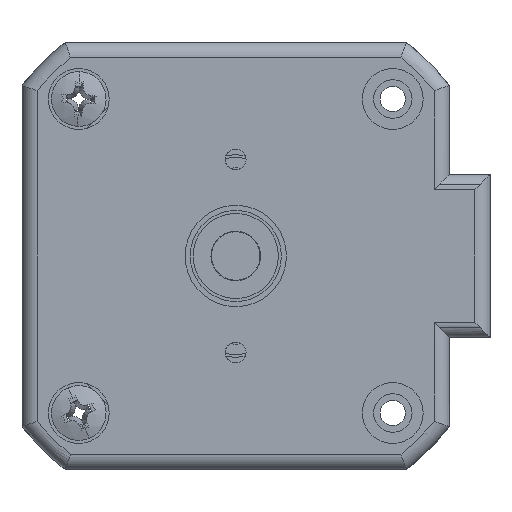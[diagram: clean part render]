
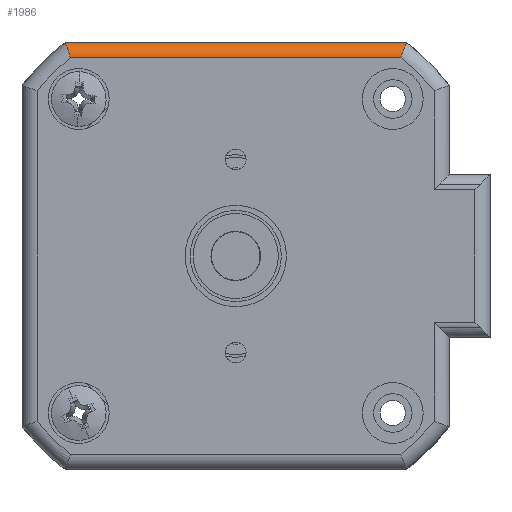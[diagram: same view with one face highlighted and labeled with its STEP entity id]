
A CAD part, front view. The second image highlights one B-rep face of the part: STEP entity #1986.
In plain terms, the highlighted cylindrical face has radius 1.5 mm (diameter 3 mm), a partial arc.
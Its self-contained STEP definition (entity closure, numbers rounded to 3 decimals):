
#350 = CARTESIAN_POINT ( 'NONE',  ( -34.399, -42.706, 54.369 ) ) ;
#448 = CARTESIAN_POINT ( 'NONE',  ( -1.2, -43.708, 53.14 ) ) ;
#997 = CARTESIAN_POINT ( 'NONE',  ( -34.424, -42.411, 54.44 ) ) ;
#1106 = CARTESIAN_POINT ( 'NONE',  ( -1.004, -43.528, 53.688 ) ) ;
#1120 = VECTOR ( 'NONE', #4205, 1000. ) ;
#1182 = ORIENTED_EDGE ( 'NONE', *, *, #5355, .F. ) ;
#1296 = ORIENTED_EDGE ( 'NONE', *, *, #3890, .T. ) ;
#1327 = LINE ( 'NONE', #8199, #1120 ) ;
#1591 = CARTESIAN_POINT ( 'NONE',  ( -34.427, -42.208, 52.95 ) ) ;
#1597 = VERTEX_POINT ( 'NONE', #6753 ) ;
#1782 = CARTESIAN_POINT ( 'NONE',  ( -0.846, -43.149, 54.135 ) ) ;
#1833 = EDGE_LOOP ( 'NONE', ( #1296, #6101, #1182, #6617 ) ) ;
#1945 = CARTESIAN_POINT ( 'NONE',  ( -34.427, -42.208, 54.45 ) ) ;
#1986 = ADVANCED_FACE ( 'NONE', ( #7420 ), #3876, .T. ) ;
#2440 = CARTESIAN_POINT ( 'NONE',  ( -34.427, -42.311, 54.45 ) ) ;
#2463 = CARTESIAN_POINT ( 'NONE',  ( -0.764, -42.706, 54.369 ) ) ;
#2471 = AXIS2_PLACEMENT_3D ( 'NONE', #1591, #3631, #7632 ) ;
#2699 = VERTEX_POINT ( 'NONE', #5133 ) ;
#2823 = B_SPLINE_CURVE_WITH_KNOTS ( 'NONE', 3,
 ( #4287, #7635, #2982, #7664, #3668, #8319, #4315, #350, #4998, #997, #2440, #1945 ),
 .UNSPECIFIED., .F., .F.,
 ( 4, 2, 2, 2, 2, 4 ),
 ( 0., 0.001, 0.001, 0.002, 0.002, 0.002 ),
 .UNSPECIFIED. ) ;
#2982 = CARTESIAN_POINT ( 'NONE',  ( -34.032, -43.671, 53.333 ) ) ;
#3099 = LINE ( 'NONE', #7513, #7074 ) ;
#3117 = CARTESIAN_POINT ( 'NONE',  ( -0.739, -42.411, 54.44 ) ) ;
#3516 = DIRECTION ( 'NONE',  ( -1., 0., 0. ) ) ;
#3631 = DIRECTION ( 'NONE',  ( 1., 0., 0. ) ) ;
#3668 = CARTESIAN_POINT ( 'NONE',  ( -34.218, -43.421, 53.855 ) ) ;
#3807 = CARTESIAN_POINT ( 'NONE',  ( -0.735, -42.208, 54.45 ) ) ;
#3876 = CYLINDRICAL_SURFACE ( 'NONE', #2471, 1.5 ) ;
#3890 = EDGE_CURVE ( 'NONE', #1597, #4212, #5021, .T. ) ;
#4205 = DIRECTION ( 'NONE',  ( 1., 0., 0. ) ) ;
#4212 = VERTEX_POINT ( 'NONE', #5747 ) ;
#4287 = CARTESIAN_POINT ( 'NONE',  ( -33.894, -43.708, 52.95 ) ) ;
#4315 = CARTESIAN_POINT ( 'NONE',  ( -34.358, -42.982, 54.251 ) ) ;
#4936 = VERTEX_POINT ( 'NONE', #7753 ) ;
#4998 = CARTESIAN_POINT ( 'NONE',  ( -34.41, -42.608, 54.399 ) ) ;
#5021 = B_SPLINE_CURVE_WITH_KNOTS ( 'NONE', 3,
 ( #8424, #448, #5106, #1106, #5800, #1782, #6435, #2463, #7122, #3117, #7802, #3807 ),
 .UNSPECIFIED., .F., .F.,
 ( 4, 2, 2, 2, 2, 4 ),
 ( 0., 0.001, 0.001, 0.002, 0.002, 0.002 ),
 .UNSPECIFIED. ) ;
#5106 = CARTESIAN_POINT ( 'NONE',  ( -1.131, -43.671, 53.333 ) ) ;
#5133 = CARTESIAN_POINT ( 'NONE',  ( -34.427, -42.208, 54.45 ) ) ;
#5355 = EDGE_CURVE ( 'NONE', #4936, #2699, #2823, .T. ) ;
#5524 = EDGE_CURVE ( 'NONE', #1597, #4936, #3099, .T. ) ;
#5563 = EDGE_CURVE ( 'NONE', #2699, #4212, #1327, .T. ) ;
#5747 = CARTESIAN_POINT ( 'NONE',  ( -0.735, -42.208, 54.45 ) ) ;
#5800 = CARTESIAN_POINT ( 'NONE',  ( -0.945, -43.421, 53.855 ) ) ;
#6101 = ORIENTED_EDGE ( 'NONE', *, *, #5563, .F. ) ;
#6435 = CARTESIAN_POINT ( 'NONE',  ( -0.805, -42.982, 54.251 ) ) ;
#6617 = ORIENTED_EDGE ( 'NONE', *, *, #5524, .F. ) ;
#6753 = CARTESIAN_POINT ( 'NONE',  ( -1.269, -43.708, 52.95 ) ) ;
#7074 = VECTOR ( 'NONE', #3516, 1000. ) ;
#7122 = CARTESIAN_POINT ( 'NONE',  ( -0.753, -42.608, 54.399 ) ) ;
#7420 = FACE_OUTER_BOUND ( 'NONE', #1833, .T. ) ;
#7513 = CARTESIAN_POINT ( 'NONE',  ( -17.581, -43.708, 52.95 ) ) ;
#7632 = DIRECTION ( 'NONE',  ( 0., 0., -1. ) ) ;
#7635 = CARTESIAN_POINT ( 'NONE',  ( -33.963, -43.708, 53.14 ) ) ;
#7664 = CARTESIAN_POINT ( 'NONE',  ( -34.159, -43.528, 53.688 ) ) ;
#7753 = CARTESIAN_POINT ( 'NONE',  ( -33.894, -43.708, 52.95 ) ) ;
#7802 = CARTESIAN_POINT ( 'NONE',  ( -0.735, -42.311, 54.45 ) ) ;
#8199 = CARTESIAN_POINT ( 'NONE',  ( -34.427, -42.208, 54.45 ) ) ;
#8319 = CARTESIAN_POINT ( 'NONE',  ( -34.317, -43.149, 54.135 ) ) ;
#8424 = CARTESIAN_POINT ( 'NONE',  ( -1.269, -43.708, 52.95 ) ) ;
